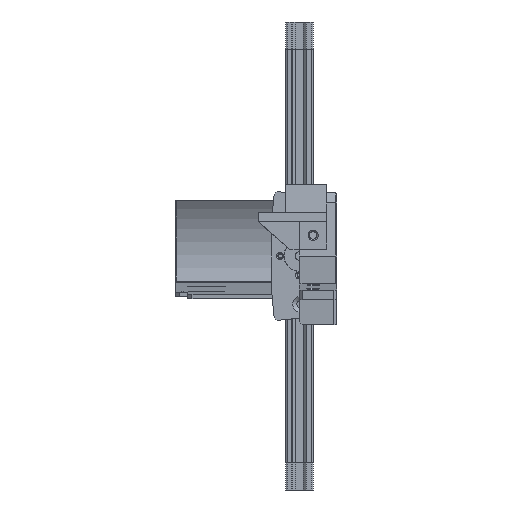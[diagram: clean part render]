
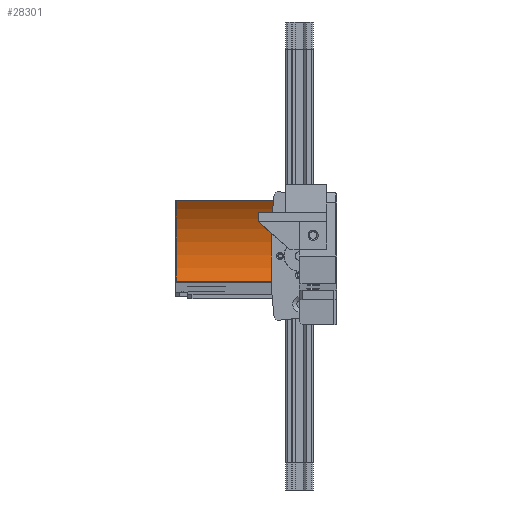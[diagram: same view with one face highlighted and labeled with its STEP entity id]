
A CAD part, left-side view. The second image highlights one B-rep face of the part: STEP entity #28301.
In plain terms, the highlighted cylindrical face has radius 65 mm (diameter 130 mm), a partial arc.
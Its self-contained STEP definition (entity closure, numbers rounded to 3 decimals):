
#25904 = PLANE('',#25905);
#25905 = AXIS2_PLACEMENT_3D('',#25906,#25907,#25908);
#25906 = CARTESIAN_POINT('',(59.322,45.,39.604));
#25907 = DIRECTION('',(0.094,0.,0.996));
#25908 = DIRECTION('',(0.996,0.,-0.094));
#25937 = CONICAL_SURFACE('',#25938,65.,0.785);
#25938 = AXIS2_PLACEMENT_3D('',#25939,#25940,#25941);
#25939 = CARTESIAN_POINT('',(0.,0.4,0.));
#25940 = DIRECTION('',(0.,-1.,0.));
#25941 = DIRECTION('',(0.783,0.,0.621)
  );
#25970 = CONICAL_SURFACE('',#25971,65.,0.785);
#25971 = AXIS2_PLACEMENT_3D('',#25972,#25973,#25974);
#25972 = CARTESIAN_POINT('',(0.,0.4,0.));
#25973 = DIRECTION('',(0.,-1.,0.));
#25974 = DIRECTION('',(0.955,0.,0.296)
  );
#26415 = VERTEX_POINT('',#26416);
#26416 = CARTESIAN_POINT('',(50.924,89.6,40.395));
#26431 = CONICAL_SURFACE('',#26432,65.,0.785);
#26432 = AXIS2_PLACEMENT_3D('',#26433,#26434,#26435);
#26433 = CARTESIAN_POINT('',(0.,89.6,0.));
#26434 = DIRECTION('',(0.,1.,0.));
#26435 = DIRECTION('',(0.783,0.,0.621
    ));
#26446 = EDGE_CURVE('',#26415,#26447,#26449,.T.);
#26447 = VERTEX_POINT('',#26448);
#26448 = CARTESIAN_POINT('',(50.924,0.4,40.395));
#26449 = SURFACE_CURVE('',#26450,(#26454,#26461),.PCURVE_S1.);
#26450 = LINE('',#26451,#26452);
#26451 = CARTESIAN_POINT('',(50.924,90.,40.395));
#26452 = VECTOR('',#26453,1.);
#26453 = DIRECTION('',(0.,-1.,0.));
#26454 = PCURVE('',#25904,#26455);
#26455 = DEFINITIONAL_REPRESENTATION('',(#26456),#26460);
#26456 = LINE('',#26457,#26458);
#26457 = CARTESIAN_POINT('',(-8.435,45.));
#26458 = VECTOR('',#26459,1.);
#26459 = DIRECTION('',(0.,-1.));
#26460 = ( GEOMETRIC_REPRESENTATION_CONTEXT(2) 
PARAMETRIC_REPRESENTATION_CONTEXT() REPRESENTATION_CONTEXT('2D SPACE',''
  ) );
#26461 = PCURVE('',#26462,#26467);
#26462 = CYLINDRICAL_SURFACE('',#26463,65.);
#26463 = AXIS2_PLACEMENT_3D('',#26464,#26465,#26466);
#26464 = CARTESIAN_POINT('',(0.,90.,0.));
#26465 = DIRECTION('',(0.,1.,0.));
#26466 = DIRECTION('',(1.,0.,0.));
#26467 = DEFINITIONAL_REPRESENTATION('',(#26468),#26472);
#26468 = LINE('',#26469,#26470);
#26469 = CARTESIAN_POINT('',(-0.671,0.));
#26470 = VECTOR('',#26471,1.);
#26471 = DIRECTION('',(-0.,-1.));
#26472 = ( GEOMETRIC_REPRESENTATION_CONTEXT(2) 
PARAMETRIC_REPRESENTATION_CONTEXT() REPRESENTATION_CONTEXT('2D SPACE',''
  ) );
#26639 = VERTEX_POINT('',#26640);
#26640 = CARTESIAN_POINT('',(62.082,0.4,19.256));
#26661 = EDGE_CURVE('',#26447,#26639,#26662,.T.);
#26662 = SURFACE_CURVE('',#26663,(#26668,#26675),.PCURVE_S1.);
#26663 = CIRCLE('',#26664,65.);
#26664 = AXIS2_PLACEMENT_3D('',#26665,#26666,#26667);
#26665 = CARTESIAN_POINT('',(0.,0.4,0.));
#26666 = DIRECTION('',(0.,1.,0.));
#26667 = DIRECTION('',(0.783,0.,0.621)
  );
#26668 = PCURVE('',#25937,#26669);
#26669 = DEFINITIONAL_REPRESENTATION('',(#26670),#26674);
#26670 = LINE('',#26671,#26672);
#26671 = CARTESIAN_POINT('',(-0.,-0.));
#26672 = VECTOR('',#26673,1.);
#26673 = DIRECTION('',(-1.,-0.));
#26674 = ( GEOMETRIC_REPRESENTATION_CONTEXT(2) 
PARAMETRIC_REPRESENTATION_CONTEXT() REPRESENTATION_CONTEXT('2D SPACE',''
  ) );
#26675 = PCURVE('',#26462,#26676);
#26676 = DEFINITIONAL_REPRESENTATION('',(#26677),#26681);
#26677 = LINE('',#26678,#26679);
#26678 = CARTESIAN_POINT('',(-0.671,-89.6));
#26679 = VECTOR('',#26680,1.);
#26680 = DIRECTION('',(1.,-0.));
#26681 = ( GEOMETRIC_REPRESENTATION_CONTEXT(2) 
PARAMETRIC_REPRESENTATION_CONTEXT() REPRESENTATION_CONTEXT('2D SPACE',''
  ) );
#26738 = VERTEX_POINT('',#26739);
#26739 = CARTESIAN_POINT('',(62.34,0.4,-18.405));
#26760 = EDGE_CURVE('',#26639,#26738,#26761,.T.);
#26761 = SURFACE_CURVE('',#26762,(#26767,#26774),.PCURVE_S1.);
#26762 = CIRCLE('',#26763,65.);
#26763 = AXIS2_PLACEMENT_3D('',#26764,#26765,#26766);
#26764 = CARTESIAN_POINT('',(0.,0.4,0.));
#26765 = DIRECTION('',(0.,1.,0.));
#26766 = DIRECTION('',(0.955,0.,0.296)
  );
#26767 = PCURVE('',#25970,#26768);
#26768 = DEFINITIONAL_REPRESENTATION('',(#26769),#26773);
#26769 = LINE('',#26770,#26771);
#26770 = CARTESIAN_POINT('',(-0.,-0.));
#26771 = VECTOR('',#26772,1.);
#26772 = DIRECTION('',(-1.,-0.));
#26773 = ( GEOMETRIC_REPRESENTATION_CONTEXT(2) 
PARAMETRIC_REPRESENTATION_CONTEXT() REPRESENTATION_CONTEXT('2D SPACE',''
  ) );
#26774 = PCURVE('',#26462,#26775);
#26775 = DEFINITIONAL_REPRESENTATION('',(#26776),#26780);
#26776 = LINE('',#26777,#26778);
#26777 = CARTESIAN_POINT('',(-0.301,-89.6));
#26778 = VECTOR('',#26779,1.);
#26779 = DIRECTION('',(1.,-0.));
#26780 = ( GEOMETRIC_REPRESENTATION_CONTEXT(2) 
PARAMETRIC_REPRESENTATION_CONTEXT() REPRESENTATION_CONTEXT('2D SPACE',''
  ) );
#26880 = CYLINDRICAL_SURFACE('',#26881,0.6);
#26881 = AXIS2_PLACEMENT_3D('',#26882,#26883,#26884);
#26882 = CARTESIAN_POINT('',(62.915,90.,-18.575));
#26883 = DIRECTION('',(0.,-1.,0.));
#26884 = DIRECTION('',(0.094,0.,
    -0.996));
#27941 = CONICAL_SURFACE('',#27942,65.,0.785);
#27942 = AXIS2_PLACEMENT_3D('',#27943,#27944,#27945);
#27943 = CARTESIAN_POINT('',(0.,89.6,0.));
#27944 = DIRECTION('',(0.,1.,0.));
#27945 = DIRECTION('',(0.955,0.,0.296
    ));
#28125 = VERTEX_POINT('',#28126);
#28126 = CARTESIAN_POINT('',(62.082,89.6,19.256));
#28147 = EDGE_CURVE('',#26415,#28125,#28148,.T.);
#28148 = SURFACE_CURVE('',#28149,(#28154,#28161),.PCURVE_S1.);
#28149 = CIRCLE('',#28150,65.);
#28150 = AXIS2_PLACEMENT_3D('',#28151,#28152,#28153);
#28151 = CARTESIAN_POINT('',(0.,89.6,0.));
#28152 = DIRECTION('',(0.,1.,0.));
#28153 = DIRECTION('',(0.783,0.,0.621
    ));
#28154 = PCURVE('',#26431,#28155);
#28155 = DEFINITIONAL_REPRESENTATION('',(#28156),#28160);
#28156 = LINE('',#28157,#28158);
#28157 = CARTESIAN_POINT('',(0.,-0.));
#28158 = VECTOR('',#28159,1.);
#28159 = DIRECTION('',(1.,-0.));
#28160 = ( GEOMETRIC_REPRESENTATION_CONTEXT(2) 
PARAMETRIC_REPRESENTATION_CONTEXT() REPRESENTATION_CONTEXT('2D SPACE',''
  ) );
#28161 = PCURVE('',#26462,#28162);
#28162 = DEFINITIONAL_REPRESENTATION('',(#28163),#28167);
#28163 = LINE('',#28164,#28165);
#28164 = CARTESIAN_POINT('',(-0.671,-0.4));
#28165 = VECTOR('',#28166,1.);
#28166 = DIRECTION('',(1.,-0.));
#28167 = ( GEOMETRIC_REPRESENTATION_CONTEXT(2) 
PARAMETRIC_REPRESENTATION_CONTEXT() REPRESENTATION_CONTEXT('2D SPACE',''
  ) );
#28301 = ADVANCED_FACE('',(#28302),#26462,.F.);
#28302 = FACE_BOUND('',#28303,.T.);
#28303 = EDGE_LOOP('',(#28304,#28327,#28328,#28329,#28330,#28331));
#28304 = ORIENTED_EDGE('',*,*,#28305,.T.);
#28305 = EDGE_CURVE('',#28306,#26738,#28308,.T.);
#28306 = VERTEX_POINT('',#28307);
#28307 = CARTESIAN_POINT('',(62.34,89.6,-18.405));
#28308 = SURFACE_CURVE('',#28309,(#28313,#28320),.PCURVE_S1.);
#28309 = LINE('',#28310,#28311);
#28310 = CARTESIAN_POINT('',(62.34,90.,-18.405));
#28311 = VECTOR('',#28312,1.);
#28312 = DIRECTION('',(0.,-1.,0.));
#28313 = PCURVE('',#26462,#28314);
#28314 = DEFINITIONAL_REPRESENTATION('',(#28315),#28319);
#28315 = LINE('',#28316,#28317);
#28316 = CARTESIAN_POINT('',(0.287,-0.));
#28317 = VECTOR('',#28318,1.);
#28318 = DIRECTION('',(-0.,-1.));
#28319 = ( GEOMETRIC_REPRESENTATION_CONTEXT(2) 
PARAMETRIC_REPRESENTATION_CONTEXT() REPRESENTATION_CONTEXT('2D SPACE',''
  ) );
#28320 = PCURVE('',#26880,#28321);
#28321 = DEFINITIONAL_REPRESENTATION('',(#28322),#28326);
#28322 = LINE('',#28323,#28324);
#28323 = CARTESIAN_POINT('',(-1.952,0.));
#28324 = VECTOR('',#28325,1.);
#28325 = DIRECTION('',(-0.,1.));
#28326 = ( GEOMETRIC_REPRESENTATION_CONTEXT(2) 
PARAMETRIC_REPRESENTATION_CONTEXT() REPRESENTATION_CONTEXT('2D SPACE',''
  ) );
#28327 = ORIENTED_EDGE('',*,*,#26760,.F.);
#28328 = ORIENTED_EDGE('',*,*,#26661,.F.);
#28329 = ORIENTED_EDGE('',*,*,#26446,.F.);
#28330 = ORIENTED_EDGE('',*,*,#28147,.T.);
#28331 = ORIENTED_EDGE('',*,*,#28332,.T.);
#28332 = EDGE_CURVE('',#28125,#28306,#28333,.T.);
#28333 = SURFACE_CURVE('',#28334,(#28339,#28346),.PCURVE_S1.);
#28334 = CIRCLE('',#28335,65.);
#28335 = AXIS2_PLACEMENT_3D('',#28336,#28337,#28338);
#28336 = CARTESIAN_POINT('',(0.,89.6,0.));
#28337 = DIRECTION('',(0.,1.,0.));
#28338 = DIRECTION('',(0.955,0.,0.296
    ));
#28339 = PCURVE('',#26462,#28340);
#28340 = DEFINITIONAL_REPRESENTATION('',(#28341),#28345);
#28341 = LINE('',#28342,#28343);
#28342 = CARTESIAN_POINT('',(-0.301,-0.4));
#28343 = VECTOR('',#28344,1.);
#28344 = DIRECTION('',(1.,-0.));
#28345 = ( GEOMETRIC_REPRESENTATION_CONTEXT(2) 
PARAMETRIC_REPRESENTATION_CONTEXT() REPRESENTATION_CONTEXT('2D SPACE',''
  ) );
#28346 = PCURVE('',#27941,#28347);
#28347 = DEFINITIONAL_REPRESENTATION('',(#28348),#28352);
#28348 = LINE('',#28349,#28350);
#28349 = CARTESIAN_POINT('',(0.,-0.));
#28350 = VECTOR('',#28351,1.);
#28351 = DIRECTION('',(1.,-0.));
#28352 = ( GEOMETRIC_REPRESENTATION_CONTEXT(2) 
PARAMETRIC_REPRESENTATION_CONTEXT() REPRESENTATION_CONTEXT('2D SPACE',''
  ) );
